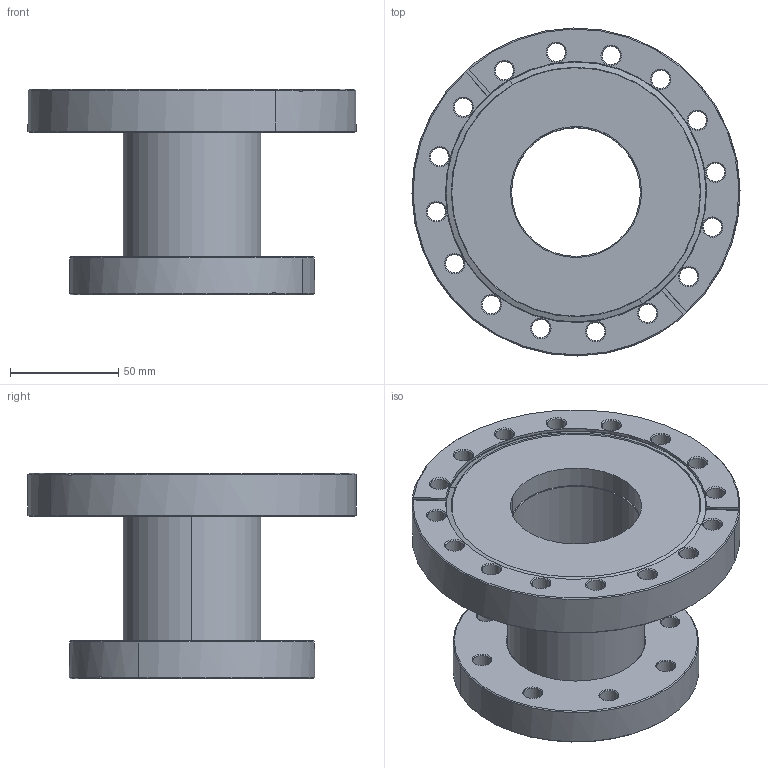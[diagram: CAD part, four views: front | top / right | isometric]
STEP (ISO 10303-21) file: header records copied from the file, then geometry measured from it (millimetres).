
FILE_DESCRIPTION (( 'STEP AP214' ), '1' );
FILE_NAME ('Hositrad_CFA100-64L.STEP', '2017-05-09T08:17:34', ( 'Gebruiker' ), ( '' ), 'SwSTEP 2.0', 'SolidWorks 2017', '' );
FILE_SCHEMA (( 'AUTOMOTIVE_DESIGN' ));
Length unit declared in the file: millimetre
Products named in the file (4): Hositrad_CFA100-64L; CF-Tubulated-Adapters-All_CFA100-64L; CF63-64-Weld; NW100CF-hole63.7
Assembly tree (3 placements, depth 2):
  Hositrad_CFA100-64L
    CF-Tubulated-Adapters-All_CFA100-64L
    CF63-64-Weld
    NW100CF-hole63.7
Bounding box: 151.59 x 151.59 x 95 mm (x, y, z)
Volume: 413319.2 mm3; surface area: 106911.3 mm2
Topology: 3 solids, 3 shells, 212 faces, 496 edges, 292 vertices
Faces by surface type: cone 118, cylinder 68, plane 24, torus 2
Entity records: 6646 total; most frequent: DIRECTION 1198, CARTESIAN_POINT 1030, ORIENTED_EDGE 992, EDGE_CURVE 496, AXIS2_PLACEMENT_3D 492, VERTEX_POINT 292, CIRCLE 274, EDGE_LOOP 268
